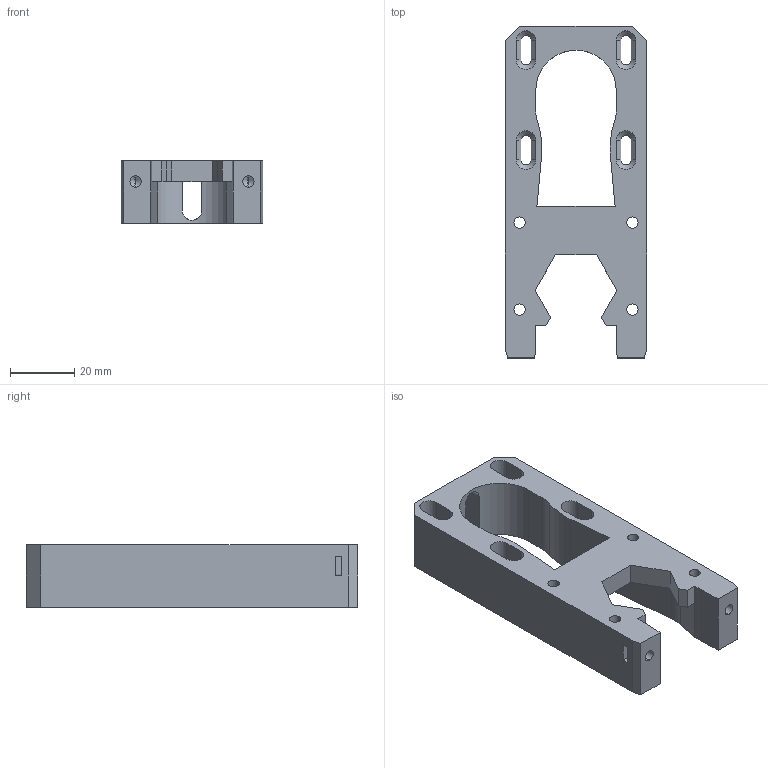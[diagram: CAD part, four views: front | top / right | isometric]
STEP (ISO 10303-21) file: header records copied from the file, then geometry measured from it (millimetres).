
FILE_DESCRIPTION (( 'STEP AP214' ), '1' );
FILE_NAME ('Motor Mount v1.4.STEP', '2025-01-01T21:05:26', ( '' ), ( '' ), 'SwSTEP 2.0', 'SolidWorks 2024', '' );
FILE_SCHEMA (( 'AUTOMOTIVE_DESIGN' ));
Length unit declared in the file: millimetre
Products named in the file (1): Motor Mount v1.4
Bounding box: 44 x 103 x 19.5 mm (x, y, z)
Volume: 39554.9 mm3; surface area: 18330 mm2
Topology: 1 solids, 1 shells, 140 faces, 361 edges, 226 vertices
Faces by surface type: plane 76, cylinder 52, cone 12
Entity records: 4326 total; most frequent: CARTESIAN_POINT 791, DIRECTION 737, ORIENTED_EDGE 714, EDGE_CURVE 357, LINE 253, VECTOR 253, AXIS2_PLACEMENT_3D 242, VERTEX_POINT 226
